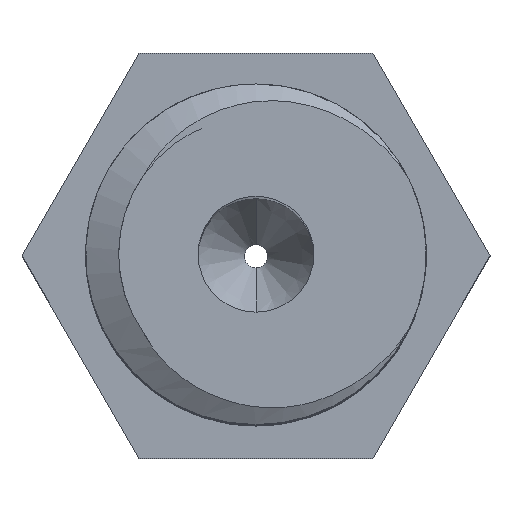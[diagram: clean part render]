
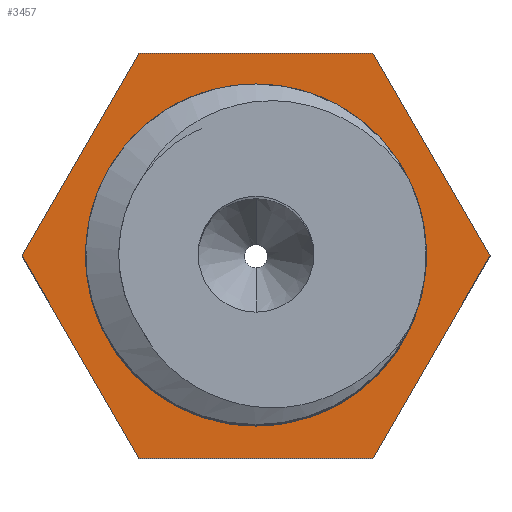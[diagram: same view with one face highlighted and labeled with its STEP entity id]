
A CAD part, top view. The second image highlights one B-rep face of the part: STEP entity #3457.
In plain terms, the highlighted planar face has unit normal (0, 0, 1).
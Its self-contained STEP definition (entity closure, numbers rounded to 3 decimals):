
#23 = EDGE_CURVE ( 'NONE', #1897, #4635, #6289, .T. ) ;
#494 = LINE ( 'NONE', #5693, #2850 ) ;
#693 = CARTESIAN_POINT ( 'NONE',  ( 0., 3.5, 5. ) ) ;
#913 = DIRECTION ( 'NONE',  ( -0.5, 0.866, 0. ) ) ;
#1078 = LINE ( 'NONE', #6898, #3781 ) ;
#1114 = CIRCLE ( 'NONE', #5795, 2.5 ) ;
#1118 = CARTESIAN_POINT ( 'NONE',  ( -4.041, 0., 5. ) ) ;
#1325 = FACE_OUTER_BOUND ( 'NONE', #6943, .T. ) ;
#1566 = EDGE_CURVE ( 'NONE', #5209, #3699, #2710, .T. ) ;
#1567 = VERTEX_POINT ( 'NONE', #2196 ) ;
#1827 = EDGE_CURVE ( 'NONE', #4635, #6420, #5404, .T. ) ;
#1897 = VERTEX_POINT ( 'NONE', #6000 ) ;
#1912 = CARTESIAN_POINT ( 'NONE',  ( 2.021, -3.5, 5. ) ) ;
#2068 = CARTESIAN_POINT ( 'NONE',  ( 0., 0., 5. ) ) ;
#2079 = ORIENTED_EDGE ( 'NONE', *, *, #1827, .T. ) ;
#2146 = VERTEX_POINT ( 'NONE', #7119 ) ;
#2174 = VECTOR ( 'NONE', #8222, 1000. ) ;
#2196 = CARTESIAN_POINT ( 'NONE',  ( -2.021, -3.5, 5. ) ) ;
#2710 = CIRCLE ( 'NONE', #7393, 2.5 ) ;
#2744 = EDGE_CURVE ( 'NONE', #3699, #5209, #1114, .T. ) ;
#2850 = VECTOR ( 'NONE', #4891, 1000. ) ;
#3248 = EDGE_CURVE ( 'NONE', #1567, #7112, #494, .T. ) ;
#3274 = DIRECTION ( 'NONE',  ( 1., 0., 0. ) ) ;
#3283 = ORIENTED_EDGE ( 'NONE', *, *, #3248, .T. ) ;
#3329 = CARTESIAN_POINT ( 'NONE',  ( -4.041, 0., 5. ) ) ;
#3457 = ADVANCED_FACE ( 'NONE', ( #4579, #1325 ), #3875, .T. ) ;
#3699 = VERTEX_POINT ( 'NONE', #6392 ) ;
#3781 = VECTOR ( 'NONE', #6267, 1000. ) ;
#3875 = PLANE ( 'NONE',  #4806 ) ;
#4322 = EDGE_CURVE ( 'NONE', #2146, #1897, #4638, .T. ) ;
#4334 = LINE ( 'NONE', #1118, #7654 ) ;
#4414 = ORIENTED_EDGE ( 'NONE', *, *, #7045, .T. ) ;
#4579 = FACE_BOUND ( 'NONE', #5225, .T. ) ;
#4635 = VERTEX_POINT ( 'NONE', #7065 ) ;
#4638 = LINE ( 'NONE', #5428, #4960 ) ;
#4806 = AXIS2_PLACEMENT_3D ( 'NONE', #693, #7147, #5801 ) ;
#4891 = DIRECTION ( 'NONE',  ( 1., 0., 0. ) ) ;
#4960 = VECTOR ( 'NONE', #913, 1000. ) ;
#4972 = ORIENTED_EDGE ( 'NONE', *, *, #8051, .T. ) ;
#5114 = CARTESIAN_POINT ( 'NONE',  ( 2.021, 3.5, 5. ) ) ;
#5209 = VERTEX_POINT ( 'NONE', #6822 ) ;
#5225 = EDGE_LOOP ( 'NONE', ( #7191, #7223 ) ) ;
#5404 = LINE ( 'NONE', #5444, #7402 ) ;
#5413 = DIRECTION ( 'NONE',  ( 1., 0., 0. ) ) ;
#5428 = CARTESIAN_POINT ( 'NONE',  ( 4.041, 0., 5. ) ) ;
#5444 = CARTESIAN_POINT ( 'NONE',  ( -2.021, 3.5, 5. ) ) ;
#5693 = CARTESIAN_POINT ( 'NONE',  ( -2.021, -3.5, 5. ) ) ;
#5795 = AXIS2_PLACEMENT_3D ( 'NONE', #2068, #6463, #3274 ) ;
#5801 = DIRECTION ( 'NONE',  ( 1., 0., 0. ) ) ;
#5972 = CARTESIAN_POINT ( 'NONE',  ( 0., 0., 5. ) ) ;
#6000 = CARTESIAN_POINT ( 'NONE',  ( 2.021, 3.5, 5. ) ) ;
#6267 = DIRECTION ( 'NONE',  ( 0.5, 0.866, 0. ) ) ;
#6289 = LINE ( 'NONE', #5114, #2174 ) ;
#6352 = DIRECTION ( 'NONE',  ( 0.5, -0.866, 0. ) ) ;
#6392 = CARTESIAN_POINT ( 'NONE',  ( 0., 2.5, 5. ) ) ;
#6409 = ORIENTED_EDGE ( 'NONE', *, *, #23, .T. ) ;
#6420 = VERTEX_POINT ( 'NONE', #3329 ) ;
#6463 = DIRECTION ( 'NONE',  ( 0., 0., -1. ) ) ;
#6757 = DIRECTION ( 'NONE',  ( 0., 0., -1. ) ) ;
#6822 = CARTESIAN_POINT ( 'NONE',  ( 0., -2.5, 5. ) ) ;
#6898 = CARTESIAN_POINT ( 'NONE',  ( 2.021, -3.5, 5. ) ) ;
#6943 = EDGE_LOOP ( 'NONE', ( #2079, #4972, #3283, #4414, #8160, #6409 ) ) ;
#7045 = EDGE_CURVE ( 'NONE', #7112, #2146, #1078, .T. ) ;
#7065 = CARTESIAN_POINT ( 'NONE',  ( -2.021, 3.5, 5. ) ) ;
#7112 = VERTEX_POINT ( 'NONE', #1912 ) ;
#7119 = CARTESIAN_POINT ( 'NONE',  ( 4.041, 0., 5. ) ) ;
#7147 = DIRECTION ( 'NONE',  ( 0., 0., 1. ) ) ;
#7191 = ORIENTED_EDGE ( 'NONE', *, *, #2744, .T. ) ;
#7223 = ORIENTED_EDGE ( 'NONE', *, *, #1566, .T. ) ;
#7393 = AXIS2_PLACEMENT_3D ( 'NONE', #5972, #6757, #5413 ) ;
#7402 = VECTOR ( 'NONE', #7425, 1000. ) ;
#7425 = DIRECTION ( 'NONE',  ( -0.5, -0.866, 0. ) ) ;
#7654 = VECTOR ( 'NONE', #6352, 1000. ) ;
#8051 = EDGE_CURVE ( 'NONE', #6420, #1567, #4334, .T. ) ;
#8160 = ORIENTED_EDGE ( 'NONE', *, *, #4322, .T. ) ;
#8222 = DIRECTION ( 'NONE',  ( -1., 0., 0. ) ) ;
